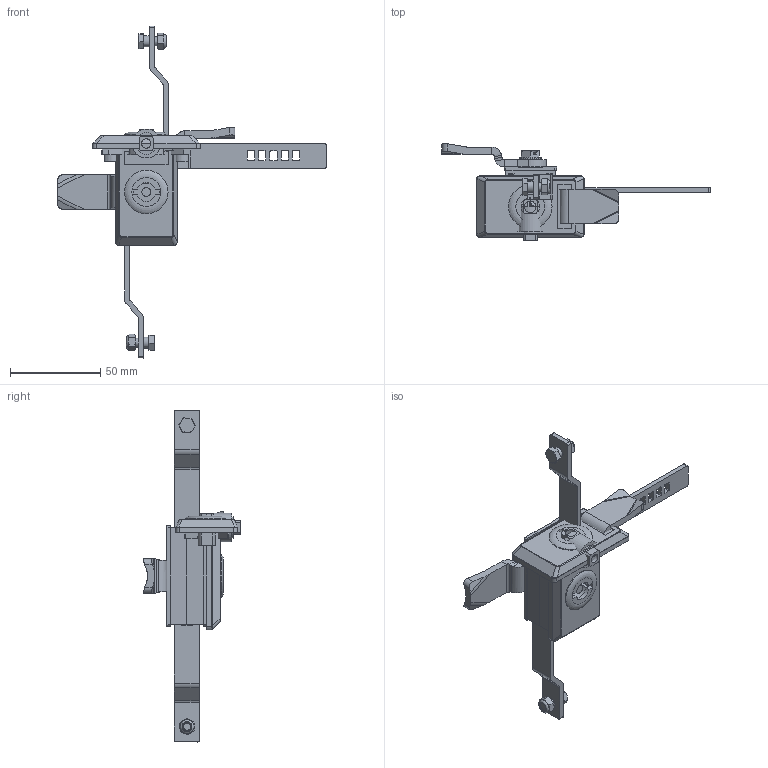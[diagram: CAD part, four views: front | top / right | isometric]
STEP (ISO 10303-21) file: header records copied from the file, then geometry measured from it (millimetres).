
FILE_DESCRIPTION( ( 'STEP AP203' ), '1' );
FILE_NAME( ' ', ' ', ( ' ' ), ( ' ' ), 'PSStep 10.0', ' ', ' ' );
FILE_SCHEMA( ( 'CONFIG_CONTROL_DESIGN' ) );
Length unit declared in the file: millimetre
Products named in the file (13): Assem1; 1; 2; 3; 4; 5; 6; 7; 8; 9; 10; 11; 12
Bounding box: 148.5 x 53.7 x 183.5 mm (x, y, z)
Volume: 83789 mm3; surface area: 77008.7 mm2
Topology: 29 solids, 29 shells, 1624 faces, 4281 edges, 2775 vertices
Faces by surface type: plane 990, cylinder 461, cone 95, bspline 70, torus 5, sphere 3
Full cylindrical faces by diameter (mm): 2.75 x36, 3.5 x4, 4.2 x6, 5 x5, 5.1 x2, 5.3 x4, 5.5 x6, 6 x5, 6.3 x2, 7 x4, 7.5 x4, 7.6 x3, 8 x3, 10 x8, 10.4 x8, 12 x2, 12.5 x2, 14 x4, 14.2 x4, 15.8 x2, 16 x4, 16.1 x4, 24 x2
Entity records: 25246 total; most frequent: CARTESIAN_POINT 6864, DIRECTION 3695, ORIENTED_EDGE 3664, EDGE_CURVE 1832, AXIS2_PLACEMENT_3D 1270, VERTEX_POINT 1216, LINE 1155, VECTOR 1155
